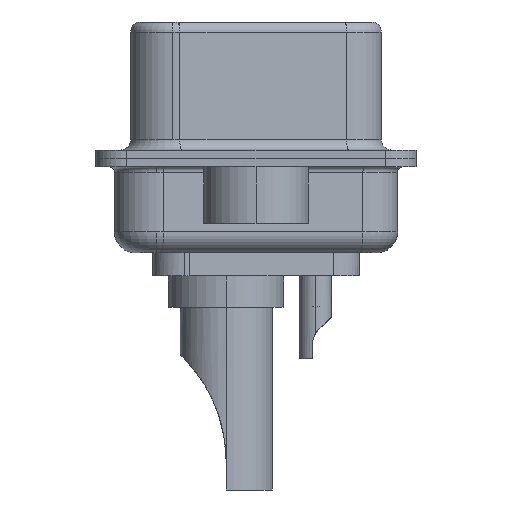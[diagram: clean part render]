
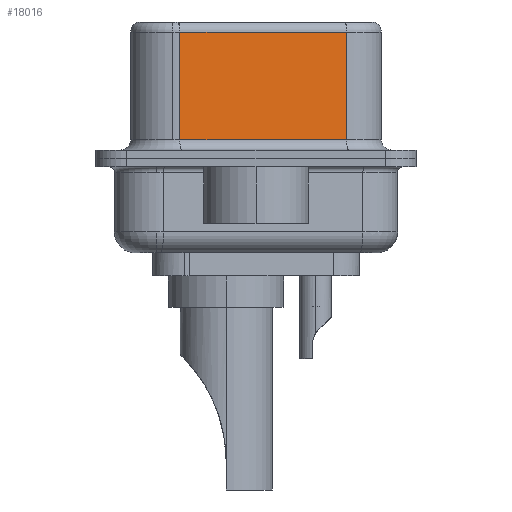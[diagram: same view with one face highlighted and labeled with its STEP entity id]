
A CAD part, left-side view. The second image highlights one B-rep face of the part: STEP entity #18016.
In plain terms, the highlighted planar face has unit normal (-0.985, -0.174, 0).
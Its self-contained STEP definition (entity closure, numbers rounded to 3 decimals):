
#874 = DIRECTION ( 'NONE',  ( -0.174, 0.985, 0. ) ) ;
#3088 = VERTEX_POINT ( 'NONE', #7546 ) ;
#3292 = VECTOR ( 'NONE', #10339, 1000. ) ;
#3468 = CARTESIAN_POINT ( 'NONE',  ( 5.132, -4.322, 6.02 ) ) ;
#5377 = CARTESIAN_POINT ( 'NONE',  ( 5.132, -4.322, 0.9 ) ) ;
#5723 = FACE_OUTER_BOUND ( 'NONE', #14659, .T. ) ;
#6168 = DIRECTION ( 'NONE',  ( 0., 0., -1. ) ) ;
#6555 = VECTOR ( 'NONE', #12054, 1000. ) ;
#7094 = LINE ( 'NONE', #5377, #6555 ) ;
#7546 = CARTESIAN_POINT ( 'NONE',  ( 5.132, -4.322, 0.9 ) ) ;
#7586 = ORIENTED_EDGE ( 'NONE', *, *, #18397, .T. ) ;
#7826 = LINE ( 'NONE', #18672, #3292 ) ;
#8192 = VECTOR ( 'NONE', #874, 1000. ) ;
#8463 = VERTEX_POINT ( 'NONE', #3468 ) ;
#9270 = PLANE ( 'NONE',  #9376 ) ;
#9376 = AXIS2_PLACEMENT_3D ( 'NONE', #17672, #21054, #10991 ) ;
#9621 = VERTEX_POINT ( 'NONE', #16562 ) ;
#10339 = DIRECTION ( 'NONE',  ( 0., 0., -1. ) ) ;
#10968 = CARTESIAN_POINT ( 'NONE',  ( 5.132, -4.322, 6.02 ) ) ;
#10991 = DIRECTION ( 'NONE',  ( -0.174, 0.985, 0. ) ) ;
#11348 = ORIENTED_EDGE ( 'NONE', *, *, #21249, .T. ) ;
#12054 = DIRECTION ( 'NONE',  ( 0.174, -0.985, 0. ) ) ;
#12060 = LINE ( 'NONE', #10968, #8192 ) ;
#14135 = VERTEX_POINT ( 'NONE', #16468 ) ;
#14659 = EDGE_LOOP ( 'NONE', ( #18896, #11348, #7586, #21310 ) ) ;
#16136 = CARTESIAN_POINT ( 'NONE',  ( 5.132, -4.322, 6.52 ) ) ;
#16297 = EDGE_CURVE ( 'NONE', #14135, #3088, #7094, .T. ) ;
#16468 = CARTESIAN_POINT ( 'NONE',  ( 3.73, 3.628, 0.9 ) ) ;
#16562 = CARTESIAN_POINT ( 'NONE',  ( 3.73, 3.628, 6.02 ) ) ;
#17082 = VECTOR ( 'NONE', #6168, 1000. ) ;
#17672 = CARTESIAN_POINT ( 'NONE',  ( 5.132, -4.322, 6.52 ) ) ;
#18016 = ADVANCED_FACE ( 'NONE', ( #5723 ), #9270, .F. ) ;
#18397 = EDGE_CURVE ( 'NONE', #9621, #14135, #7826, .T. ) ;
#18672 = CARTESIAN_POINT ( 'NONE',  ( 3.73, 3.628, 6.52 ) ) ;
#18896 = ORIENTED_EDGE ( 'NONE', *, *, #19838, .F. ) ;
#19838 = EDGE_CURVE ( 'NONE', #8463, #3088, #21533, .T. ) ;
#21054 = DIRECTION ( 'NONE',  ( 0.985, 0.174, 0. ) ) ;
#21249 = EDGE_CURVE ( 'NONE', #8463, #9621, #12060, .T. ) ;
#21310 = ORIENTED_EDGE ( 'NONE', *, *, #16297, .T. ) ;
#21533 = LINE ( 'NONE', #16136, #17082 ) ;
